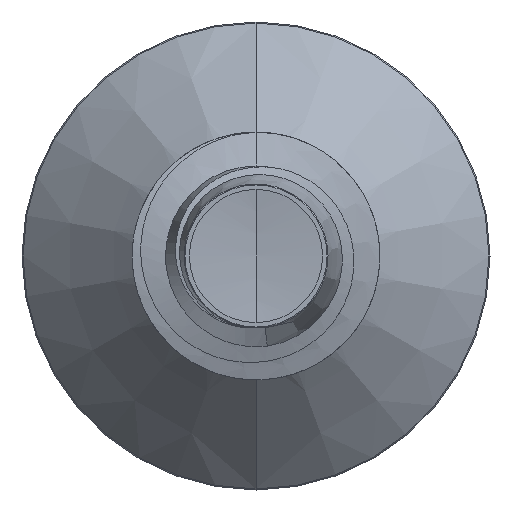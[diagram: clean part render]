
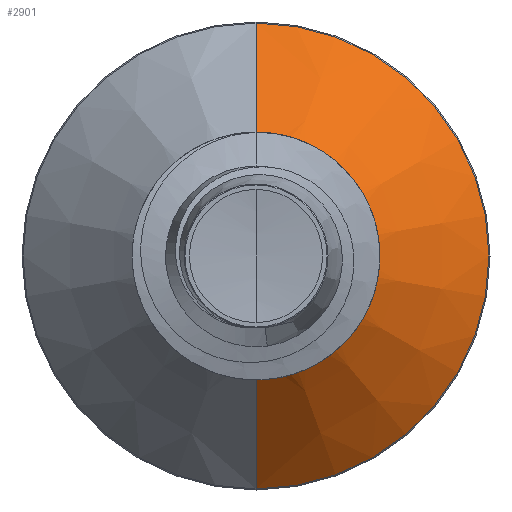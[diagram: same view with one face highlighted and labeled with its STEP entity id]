
A CAD part, front view. The second image highlights one B-rep face of the part: STEP entity #2901.
In plain terms, the highlighted conical face has half-angle 45 degrees and reference radius 0.724 mm.
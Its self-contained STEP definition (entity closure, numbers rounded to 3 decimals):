
#126 = CARTESIAN_POINT ( 'NONE',  ( 0., 3.174, -0.724 ) ) ;
#362 = DIRECTION ( 'NONE',  ( 0., 0., 1. ) ) ;
#407 = EDGE_CURVE ( 'NONE', #6615, #7742, #7492, .T. ) ;
#409 = DIRECTION ( 'NONE',  ( 0., 1., 0. ) ) ;
#902 = CARTESIAN_POINT ( 'NONE',  ( 0., 3.174, 0. ) ) ;
#1347 = CARTESIAN_POINT ( 'NONE',  ( 0., 3.174, 0.724 ) ) ;
#1510 = AXIS2_PLACEMENT_3D ( 'NONE', #5126, #409, #5905 ) ;
#1950 = AXIS2_PLACEMENT_3D ( 'NONE', #8921, #4180, #9718 ) ;
#2658 = ORIENTED_EDGE ( 'NONE', *, *, #3971, .T. ) ;
#2686 = CARTESIAN_POINT ( 'NONE',  ( 0., 3.174, -0.724 ) ) ;
#2809 = CARTESIAN_POINT ( 'NONE',  ( 0., 4.142, -1.692 ) ) ;
#2853 = DIRECTION ( 'NONE',  ( 0., 1., 0. ) ) ;
#2891 = DIRECTION ( 'NONE',  ( 0., 0.707, 0.707 ) ) ;
#2901 = ADVANCED_FACE ( 'NONE', ( #7992 ), #5627, .T. ) ;
#3422 = ORIENTED_EDGE ( 'NONE', *, *, #4293, .T. ) ;
#3971 = EDGE_CURVE ( 'NONE', #9543, #5729, #8590, .T. ) ;
#4080 = CARTESIAN_POINT ( 'NONE',  ( 0., 4.142, 1.692 ) ) ;
#4180 = DIRECTION ( 'NONE',  ( 0., 1., 0. ) ) ;
#4293 = EDGE_CURVE ( 'NONE', #6615, #9543, #8102, .T. ) ;
#5126 = CARTESIAN_POINT ( 'NONE',  ( 0., 4.142, 0. ) ) ;
#5235 = EDGE_LOOP ( 'NONE', ( #3422, #2658, #7776, #5275 ) ) ;
#5275 = ORIENTED_EDGE ( 'NONE', *, *, #407, .F. ) ;
#5386 = VECTOR ( 'NONE', #2891, 1000. ) ;
#5627 = CONICAL_SURFACE ( 'NONE', #6559, 0.724, 0.785 ) ;
#5642 = DIRECTION ( 'NONE',  ( 0., 0.707, -0.707 ) ) ;
#5729 = VERTEX_POINT ( 'NONE', #2809 ) ;
#5905 = DIRECTION ( 'NONE',  ( 0., 0., 1. ) ) ;
#6228 = VECTOR ( 'NONE', #5642, 1000. ) ;
#6559 = AXIS2_PLACEMENT_3D ( 'NONE', #902, #2853, #362 ) ;
#6615 = VERTEX_POINT ( 'NONE', #8308 ) ;
#7459 = CIRCLE ( 'NONE', #1510, 1.692 ) ;
#7492 = LINE ( 'NONE', #1347, #5386 ) ;
#7742 = VERTEX_POINT ( 'NONE', #4080 ) ;
#7776 = ORIENTED_EDGE ( 'NONE', *, *, #9337, .F. ) ;
#7992 = FACE_OUTER_BOUND ( 'NONE', #5235, .T. ) ;
#8102 = CIRCLE ( 'NONE', #1950, 0.724 ) ;
#8308 = CARTESIAN_POINT ( 'NONE',  ( 0., 3.174, 0.724 ) ) ;
#8590 = LINE ( 'NONE', #126, #6228 ) ;
#8921 = CARTESIAN_POINT ( 'NONE',  ( 0., 3.174, 0. ) ) ;
#9337 = EDGE_CURVE ( 'NONE', #7742, #5729, #7459, .T. ) ;
#9543 = VERTEX_POINT ( 'NONE', #2686 ) ;
#9718 = DIRECTION ( 'NONE',  ( 0., 0., 1. ) ) ;
